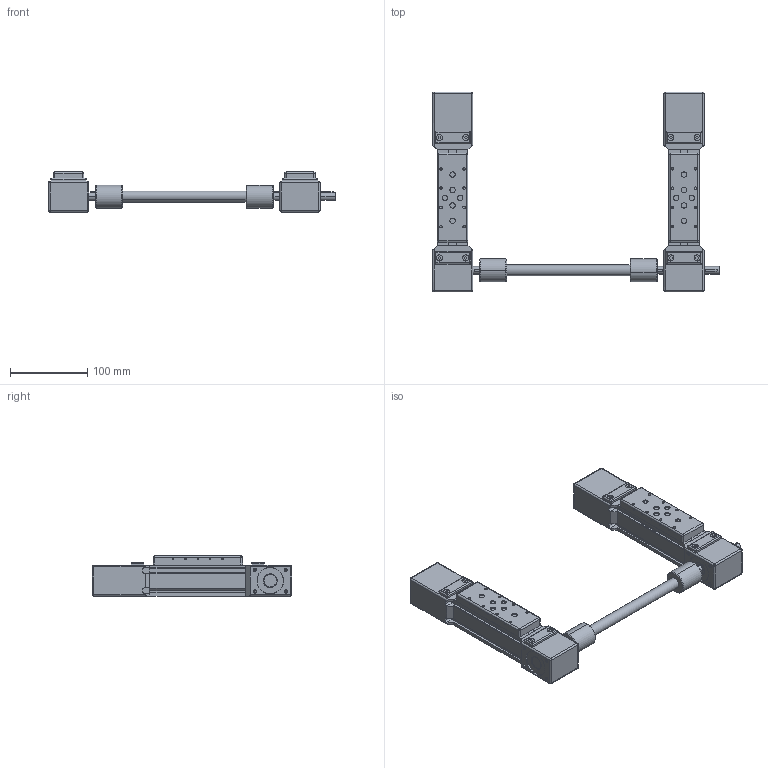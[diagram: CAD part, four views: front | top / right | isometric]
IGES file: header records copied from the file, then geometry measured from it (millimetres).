
Global section: file name: No Iges File Name specified; native system: Autodesk Inventor 2011; preprocessor: AutoDesk Inventor Iges Exporter R2011; author: Matej; date: 20110523.110502; units: millimetre
Bounding box: 372 x 259 x 52 mm (x, y, z)
Volume: 1055023.8 mm3; surface area: 217764.9 mm2
Topology: 11 solids, 21 shells, 1320 faces, 3210 edges, 1908 vertices
Faces by surface type: plane 590, revolution 350, bspline 208, cylinder 110, cone 38, sphere 24
